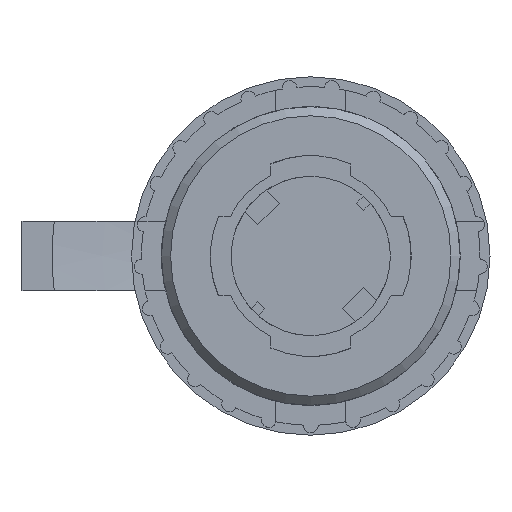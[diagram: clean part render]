
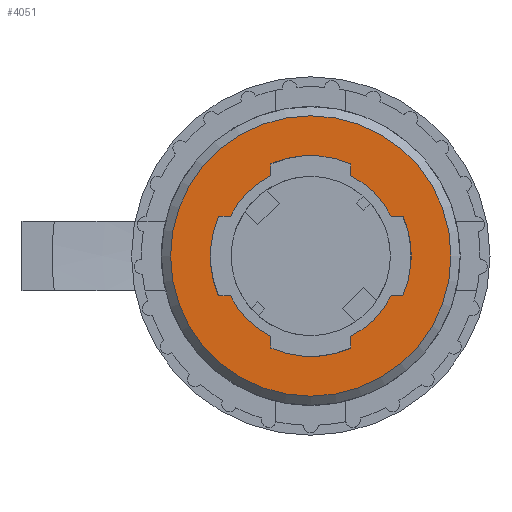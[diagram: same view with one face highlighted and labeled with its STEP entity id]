
A CAD part, front view. The second image highlights one B-rep face of the part: STEP entity #4051.
In plain terms, the highlighted planar face has unit normal (0, -1, 0).
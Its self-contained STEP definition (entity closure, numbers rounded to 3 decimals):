
#173=LINE('',#5751,#404);
#174=LINE('',#5755,#405);
#175=LINE('',#5759,#406);
#176=LINE('',#5760,#407);
#177=LINE('',#5764,#408);
#178=LINE('',#5765,#409);
#179=LINE('',#5769,#410);
#180=LINE('',#5773,#411);
#404=VECTOR('',#4745,1000.);
#405=VECTOR('',#4748,1000.);
#406=VECTOR('',#4751,1000.);
#407=VECTOR('',#4752,1000.);
#408=VECTOR('',#4755,1000.);
#409=VECTOR('',#4756,1000.);
#410=VECTOR('',#4759,1000.);
#411=VECTOR('',#4762,1000.);
#705=ORIENTED_EDGE('',*,*,#1573,.F.);
#706=ORIENTED_EDGE('',*,*,#1574,.T.);
#707=ORIENTED_EDGE('',*,*,#1575,.F.);
#708=ORIENTED_EDGE('',*,*,#1576,.F.);
#709=ORIENTED_EDGE('',*,*,#1577,.F.);
#710=ORIENTED_EDGE('',*,*,#1578,.T.);
#711=ORIENTED_EDGE('',*,*,#1561,.F.);
#712=ORIENTED_EDGE('',*,*,#1579,.F.);
#713=ORIENTED_EDGE('',*,*,#1580,.F.);
#714=ORIENTED_EDGE('',*,*,#1581,.T.);
#715=ORIENTED_EDGE('',*,*,#1567,.F.);
#716=ORIENTED_EDGE('',*,*,#1582,.F.);
#717=ORIENTED_EDGE('',*,*,#1583,.F.);
#718=ORIENTED_EDGE('',*,*,#1584,.T.);
#719=ORIENTED_EDGE('',*,*,#1585,.F.);
#720=ORIENTED_EDGE('',*,*,#1586,.F.);
#721=ORIENTED_EDGE('',*,*,#1587,.T.);
#1561=EDGE_CURVE('',#1997,#1998,#2252,.T.);
#1567=EDGE_CURVE('',#2000,#2001,#2253,.T.);
#1573=EDGE_CURVE('',#2003,#2004,#2254,.T.);
#1574=EDGE_CURVE('',#2003,#2005,#173,.T.);
#1575=EDGE_CURVE('',#2006,#2005,#2255,.T.);
#1576=EDGE_CURVE('',#2007,#2006,#174,.T.);
#1577=EDGE_CURVE('',#2008,#2007,#2256,.T.);
#1578=EDGE_CURVE('',#2008,#1998,#175,.T.);
#1579=EDGE_CURVE('',#2009,#1997,#176,.T.);
#1580=EDGE_CURVE('',#2010,#2009,#2257,.T.);
#1581=EDGE_CURVE('',#2010,#2001,#177,.T.);
#1582=EDGE_CURVE('',#2011,#2000,#178,.T.);
#1583=EDGE_CURVE('',#2012,#2011,#2258,.T.);
#1584=EDGE_CURVE('',#2012,#2013,#179,.T.);
#1585=EDGE_CURVE('',#2014,#2013,#2259,.T.);
#1586=EDGE_CURVE('',#2004,#2014,#180,.T.);
#1587=EDGE_CURVE('',#2015,#2015,#2260,.T.);
#1997=VERTEX_POINT('',#5723);
#1998=VERTEX_POINT('',#5724);
#2000=VERTEX_POINT('',#5736);
#2001=VERTEX_POINT('',#5737);
#2003=VERTEX_POINT('',#5749);
#2004=VERTEX_POINT('',#5750);
#2005=VERTEX_POINT('',#5752);
#2006=VERTEX_POINT('',#5754);
#2007=VERTEX_POINT('',#5756);
#2008=VERTEX_POINT('',#5758);
#2009=VERTEX_POINT('',#5761);
#2010=VERTEX_POINT('',#5763);
#2011=VERTEX_POINT('',#5766);
#2012=VERTEX_POINT('',#5768);
#2013=VERTEX_POINT('',#5770);
#2014=VERTEX_POINT('',#5772);
#2015=VERTEX_POINT('',#5775);
#2252=CIRCLE('',#4265,9.);
#2253=CIRCLE('',#4267,9.);
#2254=CIRCLE('',#4269,10.08);
#2255=CIRCLE('',#4270,9.);
#2256=CIRCLE('',#4271,10.08);
#2257=CIRCLE('',#4272,10.08);
#2258=CIRCLE('',#4273,10.08);
#2259=CIRCLE('',#4274,9.);
#2260=CIRCLE('',#4275,14.08);
#2429=EDGE_LOOP('',(#705,#706,#707,#708,#709,#710,#711,#712,#713,#714,#715,
#716,#717,#718,#719,#720));
#2430=EDGE_LOOP('',(#721));
#2619=FACE_BOUND('',#2429,.T.);
#2620=FACE_BOUND('',#2430,.T.);
#2796=PLANE('',#4268);
#4051=ADVANCED_FACE('',(#2619,#2620),#2796,.F.);
#4265=AXIS2_PLACEMENT_3D('',#5722,#4727,#4728);
#4267=AXIS2_PLACEMENT_3D('',#5735,#4735,#4736);
#4268=AXIS2_PLACEMENT_3D('',#5747,#4741,#4742);
#4269=AXIS2_PLACEMENT_3D('',#5748,#4743,#4744);
#4270=AXIS2_PLACEMENT_3D('',#5753,#4746,#4747);
#4271=AXIS2_PLACEMENT_3D('',#5757,#4749,#4750);
#4272=AXIS2_PLACEMENT_3D('',#5762,#4753,#4754);
#4273=AXIS2_PLACEMENT_3D('',#5767,#4757,#4758);
#4274=AXIS2_PLACEMENT_3D('',#5771,#4760,#4761);
#4275=AXIS2_PLACEMENT_3D('',#5774,#4763,#4764);
#4727=DIRECTION('',(0.,-1.,0.));
#4728=DIRECTION('',(0.,0.,-1.));
#4735=DIRECTION('',(0.,-1.,0.));
#4736=DIRECTION('',(0.,0.,-1.));
#4741=DIRECTION('',(0.,1.,0.));
#4742=DIRECTION('',(0.,0.,1.));
#4743=DIRECTION('',(0.,-1.,0.));
#4744=DIRECTION('',(0.,0.,-1.));
#4745=DIRECTION('',(-1.,0.,0.));
#4746=DIRECTION('',(0.,-1.,0.));
#4747=DIRECTION('',(0.,0.,-1.));
#4748=DIRECTION('',(0.,0.,1.));
#4749=DIRECTION('',(0.,-1.,0.));
#4750=DIRECTION('',(0.,0.,-1.));
#4751=DIRECTION('',(0.,0.,1.));
#4752=DIRECTION('',(1.,0.,0.));
#4753=DIRECTION('',(0.,-1.,0.));
#4754=DIRECTION('',(0.,0.,-1.));
#4755=DIRECTION('',(1.,0.,0.));
#4756=DIRECTION('',(0.,0.,-1.));
#4757=DIRECTION('',(0.,-1.,0.));
#4758=DIRECTION('',(0.,0.,-1.));
#4759=DIRECTION('',(0.,0.,-1.));
#4760=DIRECTION('',(0.,-1.,0.));
#4761=DIRECTION('',(0.,0.,-1.));
#4762=DIRECTION('',(-1.,0.,0.));
#4763=DIRECTION('',(0.,-1.,0.));
#4764=DIRECTION('',(0.,0.,-1.));
#5722=CARTESIAN_POINT('',(0.,8.5,0.));
#5723=CARTESIAN_POINT('',(-8.062,8.5,-4.));
#5724=CARTESIAN_POINT('',(-4.,8.5,-8.062));
#5735=CARTESIAN_POINT('',(0.,8.5,0.));
#5736=CARTESIAN_POINT('',(-4.,8.5,8.062));
#5737=CARTESIAN_POINT('',(-8.062,8.5,4.));
#5747=CARTESIAN_POINT('',(14.08,8.5,0.));
#5748=CARTESIAN_POINT('',(0.,8.5,0.));
#5749=CARTESIAN_POINT('',(9.252,8.5,-4.));
#5750=CARTESIAN_POINT('',(9.252,8.5,4.));
#5751=CARTESIAN_POINT('',(12.,8.5,-4.));
#5752=CARTESIAN_POINT('',(8.062,8.5,-4.));
#5753=CARTESIAN_POINT('',(0.,8.5,0.));
#5754=CARTESIAN_POINT('',(4.,8.5,-8.062));
#5755=CARTESIAN_POINT('',(4.,8.5,-12.));
#5756=CARTESIAN_POINT('',(4.,8.5,-9.252));
#5757=CARTESIAN_POINT('',(0.,8.5,0.));
#5758=CARTESIAN_POINT('',(-4.,8.5,-9.252));
#5759=CARTESIAN_POINT('',(-4.,8.5,-12.));
#5760=CARTESIAN_POINT('',(-12.,8.5,-4.));
#5761=CARTESIAN_POINT('',(-9.252,8.5,-4.));
#5762=CARTESIAN_POINT('',(0.,8.5,0.));
#5763=CARTESIAN_POINT('',(-9.252,8.5,4.));
#5764=CARTESIAN_POINT('',(-12.,8.5,4.));
#5765=CARTESIAN_POINT('',(-4.,8.5,12.));
#5766=CARTESIAN_POINT('',(-4.,8.5,9.252));
#5767=CARTESIAN_POINT('',(0.,8.5,0.));
#5768=CARTESIAN_POINT('',(4.,8.5,9.252));
#5769=CARTESIAN_POINT('',(4.,8.5,12.));
#5770=CARTESIAN_POINT('',(4.,8.5,8.062));
#5771=CARTESIAN_POINT('',(0.,8.5,0.));
#5772=CARTESIAN_POINT('',(8.062,8.5,4.));
#5773=CARTESIAN_POINT('',(12.,8.5,4.));
#5774=CARTESIAN_POINT('',(0.,8.5,0.));
#5775=CARTESIAN_POINT('',(0.,8.5,-14.08));
